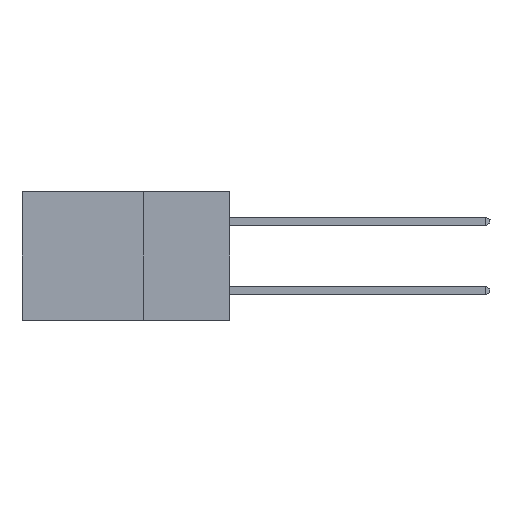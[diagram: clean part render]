
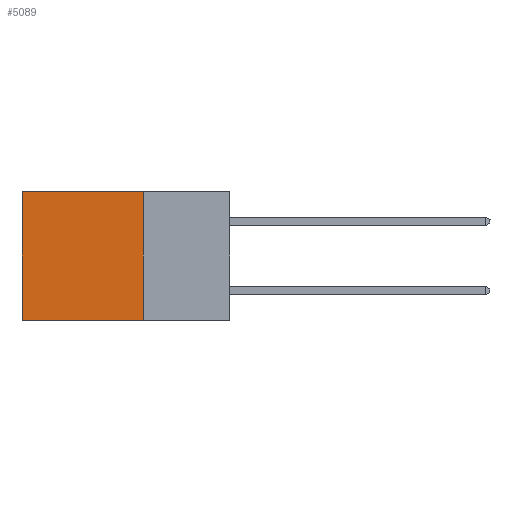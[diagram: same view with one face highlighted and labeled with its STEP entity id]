
A CAD part, left-side view. The second image highlights one B-rep face of the part: STEP entity #5089.
In plain terms, the highlighted planar face has unit normal (-1, 0, 0).
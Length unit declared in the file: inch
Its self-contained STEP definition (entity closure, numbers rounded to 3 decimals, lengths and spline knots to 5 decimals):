
#437 = VECTOR ( 'NONE', #2990, 39.37008 ) ;
#912 = CARTESIAN_POINT ( 'NONE',  ( 0.298, 0.6, 0. ) ) ;
#1650 = VERTEX_POINT ( 'NONE', #17592 ) ;
#2034 = AXIS2_PLACEMENT_3D ( 'NONE', #10969, #6970, #8347 ) ;
#2120 = LINE ( 'NONE', #16832, #437 ) ;
#2133 = EDGE_CURVE ( 'NONE', #8920, #1650, #2120, .T. ) ;
#2990 = DIRECTION ( 'NONE',  ( 0., 0., -1. ) ) ;
#3329 = ORIENTED_EDGE ( 'NONE', *, *, #15256, .F. ) ;
#3856 = VECTOR ( 'NONE', #14157, 39.37008 ) ;
#4747 = ORIENTED_EDGE ( 'NONE', *, *, #2133, .T. ) ;
#5089 = ADVANCED_FACE ( 'NONE', ( #7036 ), #12460, .F. ) ;
#6103 = CARTESIAN_POINT ( 'NONE',  ( 0.298, 0.25, -0.37 ) ) ;
#6970 = DIRECTION ( 'NONE',  ( 1., 0., 0. ) ) ;
#7036 = FACE_OUTER_BOUND ( 'NONE', #15764, .T. ) ;
#7339 = CARTESIAN_POINT ( 'NONE',  ( 0.298, 0.25, 0. ) ) ;
#7442 = CARTESIAN_POINT ( 'NONE',  ( 0.298, 0.25, 0. ) ) ;
#7692 = VERTEX_POINT ( 'NONE', #9803 ) ;
#7971 = LINE ( 'NONE', #6103, #3856 ) ;
#8347 = DIRECTION ( 'NONE',  ( 0., 0., -1. ) ) ;
#8920 = VERTEX_POINT ( 'NONE', #912 ) ;
#9803 = CARTESIAN_POINT ( 'NONE',  ( 0.298, 0.25, -0.37 ) ) ;
#10221 = VECTOR ( 'NONE', #13240, 39.37008 ) ;
#10953 = ORIENTED_EDGE ( 'NONE', *, *, #10979, .F. ) ;
#10969 = CARTESIAN_POINT ( 'NONE',  ( 0.298, 0.25, 0. ) ) ;
#10979 = EDGE_CURVE ( 'NONE', #7692, #1650, #7971, .T. ) ;
#11724 = CARTESIAN_POINT ( 'NONE',  ( 0.298, 0.25, 0. ) ) ;
#12460 = PLANE ( 'NONE',  #2034 ) ;
#12964 = ORIENTED_EDGE ( 'NONE', *, *, #13877, .T. ) ;
#13240 = DIRECTION ( 'NONE',  ( 0., 0., -1. ) ) ;
#13877 = EDGE_CURVE ( 'NONE', #17737, #8920, #17121, .T. ) ;
#14157 = DIRECTION ( 'NONE',  ( 0., 1., 0. ) ) ;
#14910 = LINE ( 'NONE', #7339, #10221 ) ;
#15256 = EDGE_CURVE ( 'NONE', #17737, #7692, #14910, .T. ) ;
#15764 = EDGE_LOOP ( 'NONE', ( #4747, #10953, #3329, #12964 ) ) ;
#16252 = VECTOR ( 'NONE', #17424, 39.37008 ) ;
#16832 = CARTESIAN_POINT ( 'NONE',  ( 0.298, 0.6, 0. ) ) ;
#17121 = LINE ( 'NONE', #7442, #16252 ) ;
#17424 = DIRECTION ( 'NONE',  ( 0., 1., 0. ) ) ;
#17592 = CARTESIAN_POINT ( 'NONE',  ( 0.298, 0.6, -0.37 ) ) ;
#17737 = VERTEX_POINT ( 'NONE', #11724 ) ;
